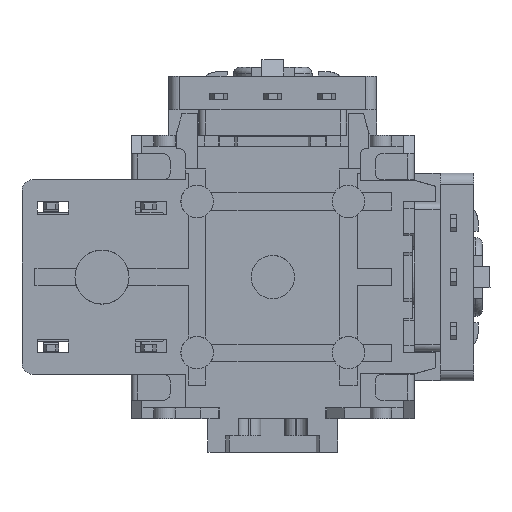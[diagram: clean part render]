
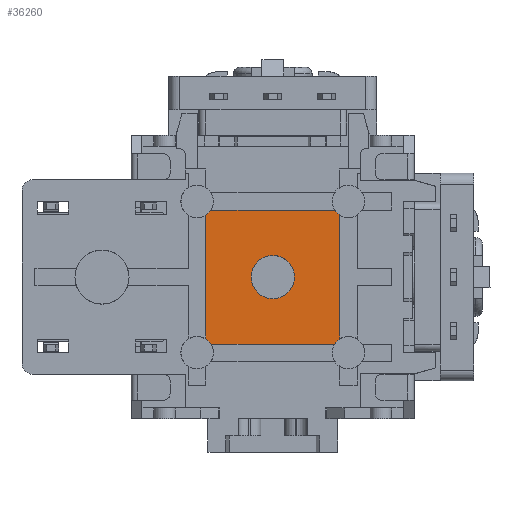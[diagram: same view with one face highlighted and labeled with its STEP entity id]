
A CAD part, front view. The second image highlights one B-rep face of the part: STEP entity #36260.
In plain terms, the highlighted planar face has unit normal (0, -1, 0).
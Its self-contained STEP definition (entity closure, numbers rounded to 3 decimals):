
#11517=DIRECTION('',(0.,0.,1.));
#11518=VECTOR('',#11517,5.731);
#11519=CARTESIAN_POINT('',(3.1,-11.,-2.866));
#11520=LINE('',#11519,#11518);
#11521=CARTESIAN_POINT('',(3.5,-11.,-3.5));
#11522=DIRECTION('',(0.,-1.,0.));
#11523=DIRECTION('',(-0.533,0.,0.846));
#11524=AXIS2_PLACEMENT_3D('',#11521,#11522,#11523);
#11526=CARTESIAN_POINT('',(-3.5,-11.,-3.5));
#11527=DIRECTION('',(0.,-1.,0.));
#11528=DIRECTION('',(0.846,0.,0.533));
#11529=AXIS2_PLACEMENT_3D('',#11526,#11527,#11528);
#11531=CARTESIAN_POINT('',(-3.5,-11.,3.5));
#11532=DIRECTION('',(0.,-1.,0.));
#11533=DIRECTION('',(0.533,0.,-0.846));
#11534=AXIS2_PLACEMENT_3D('',#11531,#11532,#11533);
#11536=CARTESIAN_POINT('',(3.5,-11.,3.5));
#11537=DIRECTION('',(0.,-1.,0.));
#11538=DIRECTION('',(-0.846,0.,-0.533));
#11539=AXIS2_PLACEMENT_3D('',#11536,#11537,#11538);
#11541=CARTESIAN_POINT('',(0.,-11.,0.));
#11542=DIRECTION('',(0.,-1.,0.));
#11543=DIRECTION('',(0.4,0.,-0.917));
#11544=AXIS2_PLACEMENT_3D('',#11541,#11542,#11543);
#11546=CARTESIAN_POINT('',(0.,-11.,0.));
#11547=DIRECTION('',(0.,-1.,0.));
#11548=DIRECTION('',(0.4,0.,0.917));
#11549=AXIS2_PLACEMENT_3D('',#11546,#11547,#11548);
#11551=CARTESIAN_POINT('',(0.,-11.,0.));
#11552=DIRECTION('',(0.,-1.,0.));
#11553=DIRECTION('',(0.,0.,1.));
#11554=AXIS2_PLACEMENT_3D('',#11551,#11552,#11553);
#11556=CARTESIAN_POINT('',(0.,-11.,0.));
#11557=DIRECTION('',(0.,-1.,0.));
#11558=DIRECTION('',(0.,0.,-1.));
#11559=AXIS2_PLACEMENT_3D('',#11556,#11557,#11558);
#11561=DIRECTION('',(1.,0.,0.));
#11562=VECTOR('',#11561,5.731);
#11563=CARTESIAN_POINT('',(-2.866,-11.,-3.1));
#11564=LINE('',#11563,#11562);
#11583=DIRECTION('',(0.,0.,-1.));
#11584=VECTOR('',#11583,5.731);
#11585=CARTESIAN_POINT('',(-3.1,-11.,2.866));
#11586=LINE('',#11585,#11584);
#11632=DIRECTION('',(-1.,0.,0.));
#11633=VECTOR('',#11632,5.731);
#11634=CARTESIAN_POINT('',(2.866,-11.,3.1));
#11635=LINE('',#11634,#11633);
#20012=CARTESIAN_POINT('',(2.866,-11.,-3.1));
#20013=VERTEX_POINT('',#20012);
#20014=CARTESIAN_POINT('',(3.1,-11.,-2.866));
#20015=VERTEX_POINT('',#20014);
#20032=CARTESIAN_POINT('',(-3.1,-11.,-2.866));
#20033=VERTEX_POINT('',#20032);
#20034=CARTESIAN_POINT('',(-2.866,-11.,-3.1));
#20035=VERTEX_POINT('',#20034);
#20088=CARTESIAN_POINT('',(-2.866,-11.,3.1));
#20089=VERTEX_POINT('',#20088);
#20090=CARTESIAN_POINT('',(-3.1,-11.,2.866));
#20091=VERTEX_POINT('',#20090);
#20100=CARTESIAN_POINT('',(3.1,-11.,2.866));
#20101=VERTEX_POINT('',#20100);
#20102=CARTESIAN_POINT('',(2.866,-11.,3.1));
#20103=VERTEX_POINT('',#20102);
#20106=CARTESIAN_POINT('',(0.4,-11.,-0.917));
#20107=CARTESIAN_POINT('',(0.4,-11.,0.917));
#20108=VERTEX_POINT('',#20106);
#20109=VERTEX_POINT('',#20107);
#20110=CARTESIAN_POINT('',(0.,-11.,1.));
#20111=VERTEX_POINT('',#20110);
#20112=CARTESIAN_POINT('',(0.,-11.,-1.));
#20113=VERTEX_POINT('',#20112);
#36232=CARTESIAN_POINT('',(0.,-11.,0.));
#36233=DIRECTION('',(0.,-1.,0.));
#36234=DIRECTION('',(0.,0.,-1.));
#36235=AXIS2_PLACEMENT_3D('',#36232,#36233,#36234);
#36236=PLANE('',#36235);
#36237=ORIENTED_EDGE('',*,*,#36224,.F.);
#36238=ORIENTED_EDGE('',*,*,#35700,.T.);
#36240=ORIENTED_EDGE('',*,*,#36239,.F.);
#36241=ORIENTED_EDGE('',*,*,#35749,.T.);
#36243=ORIENTED_EDGE('',*,*,#36242,.F.);
#36244=ORIENTED_EDGE('',*,*,#36104,.T.);
#36246=ORIENTED_EDGE('',*,*,#36245,.F.);
#36247=ORIENTED_EDGE('',*,*,#36151,.T.);
#36248=EDGE_LOOP('',(#36237,#36238,#36240,#36241,#36243,#36244,#36246,#36247));
#36249=FACE_OUTER_BOUND('',#36248,.F.);
#36251=ORIENTED_EDGE('',*,*,#36250,.T.);
#36253=ORIENTED_EDGE('',*,*,#36252,.T.);
#36255=ORIENTED_EDGE('',*,*,#36254,.T.);
#36257=ORIENTED_EDGE('',*,*,#36256,.T.);
#36258=EDGE_LOOP('',(#36251,#36253,#36255,#36257));
#36259=FACE_BOUND('',#36258,.F.);
#36260=ADVANCED_FACE('',(#36249,#36259),#36236,.T.);
#11525=CIRCLE('',#11524,0.75);
#11530=CIRCLE('',#11529,0.75);
#11535=CIRCLE('',#11534,0.75);
#11540=CIRCLE('',#11539,0.75);
#11545=CIRCLE('',#11544,1.);
#11550=CIRCLE('',#11549,1.);
#11555=CIRCLE('',#11554,1.);
#11560=CIRCLE('',#11559,1.);
#35700=EDGE_CURVE('',#20015,#20013,#11525,.T.);
#35749=EDGE_CURVE('',#20035,#20033,#11530,.T.);
#36104=EDGE_CURVE('',#20091,#20089,#11535,.T.);
#36151=EDGE_CURVE('',#20103,#20101,#11540,.T.);
#36224=EDGE_CURVE('',#20015,#20101,#11520,.T.);
#36239=EDGE_CURVE('',#20035,#20013,#11564,.T.);
#36242=EDGE_CURVE('',#20091,#20033,#11586,.T.);
#36245=EDGE_CURVE('',#20103,#20089,#11635,.T.);
#36250=EDGE_CURVE('',#20108,#20109,#11545,.T.);
#36252=EDGE_CURVE('',#20109,#20111,#11550,.T.);
#36254=EDGE_CURVE('',#20111,#20113,#11555,.T.);
#36256=EDGE_CURVE('',#20113,#20108,#11560,.T.);
